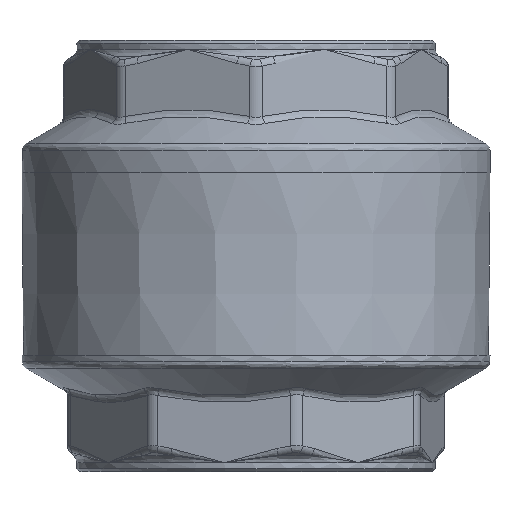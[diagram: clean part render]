
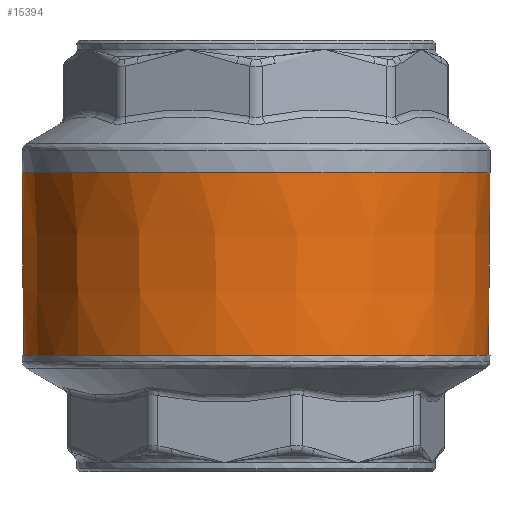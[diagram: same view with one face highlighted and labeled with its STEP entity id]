
A CAD part, front view. The second image highlights one B-rep face of the part: STEP entity #15394.
In plain terms, the highlighted conical face has half-angle 0.5 degrees and reference radius 43.105 mm.
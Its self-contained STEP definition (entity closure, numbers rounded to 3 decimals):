
#21 = CONICAL_SURFACE ( 'NONE', #17027, 43.105, 0.009 ) ;
#26 = FACE_BOUND ( 'NONE', #2732, .T. ) ;
#42 = FACE_OUTER_BOUND ( 'NONE', #2727, .T. ) ;
#851 = CARTESIAN_POINT ( 'NONE',  ( 0., 0., 0. ) ) ;
#852 = DIRECTION ( 'NONE',  ( 0., 0., -1. ) ) ;
#853 = DIRECTION ( 'NONE',  ( -0.878, -0.479, 0. ) ) ;
#871 = CARTESIAN_POINT ( 'NONE',  ( 0., 0., -33.6 ) ) ;
#872 = DIRECTION ( 'NONE',  ( 0., 0., -1. ) ) ;
#873 = DIRECTION ( 'NONE',  ( 1., 0., 0. ) ) ;
#2185 = ORIENTED_EDGE ( 'NONE', *, *, #16594, .T. ) ;
#2188 = ORIENTED_EDGE ( 'NONE', *, *, #16597, .F. ) ;
#2727 = EDGE_LOOP ( 'NONE', ( #2185 ) ) ;
#2732 = EDGE_LOOP ( 'NONE', ( #2188 ) ) ;
#12169 = DIRECTION ( 'NONE',  ( 1., 0., 0. ) ) ;
#12171 = CARTESIAN_POINT ( 'NONE',  ( 0., 0., 0. ) ) ;
#12172 = DIRECTION ( 'NONE',  ( 0., 0., 1. ) ) ;
#15394 = ADVANCED_FACE ( 'NONE', ( #42, #26 ), #21, .T. ) ;
#15688 = CARTESIAN_POINT ( 'NONE',  ( 42.812, 0., -33.6 ) ) ;
#15866 = CARTESIAN_POINT ( 'NONE',  ( -37.828, -20.666, 0. ) ) ;
#16594 = EDGE_CURVE ( 'NONE', #18634, #18634, #18573, .T. ) ;
#16597 = EDGE_CURVE ( 'NONE', #18526, #18526, #18552, .T. ) ;
#17027 = AXIS2_PLACEMENT_3D ( 'NONE', #12171, #12172, #12169 ) ;
#17054 = AXIS2_PLACEMENT_3D ( 'NONE', #851, #852, #853 ) ;
#17055 = AXIS2_PLACEMENT_3D ( 'NONE', #871, #872, #873 ) ;
#18526 = VERTEX_POINT ( 'NONE', #15688 ) ;
#18552 = CIRCLE ( 'NONE', #17055, 42.812 ) ;
#18573 = CIRCLE ( 'NONE', #17054, 43.105 ) ;
#18634 = VERTEX_POINT ( 'NONE', #15866 ) ;
